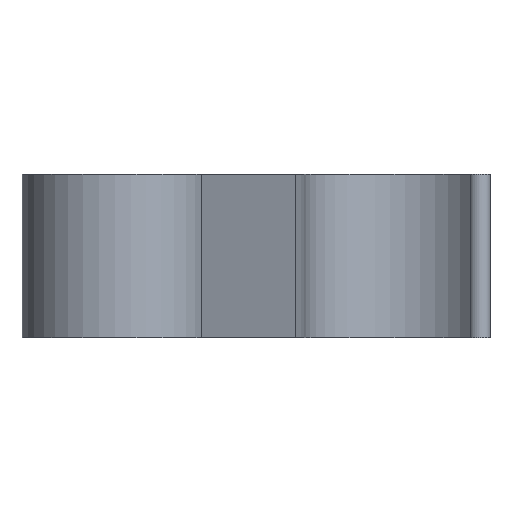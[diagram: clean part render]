
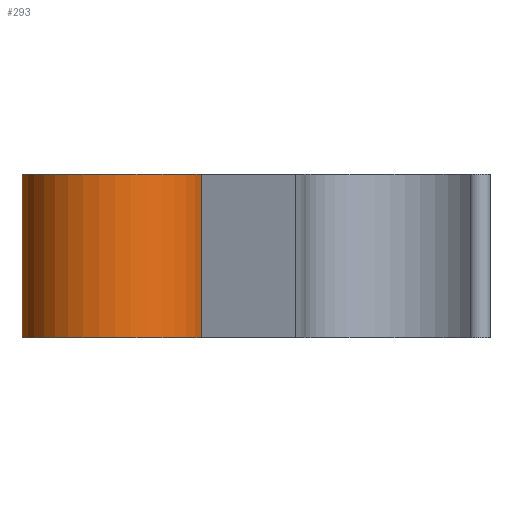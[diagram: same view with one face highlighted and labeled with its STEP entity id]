
A CAD part, left-side view. The second image highlights one B-rep face of the part: STEP entity #293.
In plain terms, the highlighted cylindrical face has radius 1.7 mm (diameter 3.4 mm), a partial arc.
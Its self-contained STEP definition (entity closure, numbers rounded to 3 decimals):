
#73 = PLANE('',#74);
#74 = AXIS2_PLACEMENT_3D('',#75,#76,#77);
#75 = CARTESIAN_POINT('',(0.851,3.62,3.));
#76 = DIRECTION('',(0.,0.,1.));
#77 = DIRECTION('',(1.,0.,0.));
#128 = PLANE('',#129);
#129 = AXIS2_PLACEMENT_3D('',#130,#131,#132);
#130 = CARTESIAN_POINT('',(0.851,3.62,0.));
#131 = DIRECTION('',(0.,0.,1.));
#132 = DIRECTION('',(1.,0.,0.));
#161 = PLANE('',#162);
#162 = AXIS2_PLACEMENT_3D('',#163,#164,#165);
#163 = CARTESIAN_POINT('',(-5.776,3.601,0.));
#164 = DIRECTION('',(0.339,0.941,0.));
#165 = DIRECTION('',(0.941,-0.339,0.));
#221 = EDGE_CURVE('',#222,#224,#226,.T.);
#222 = VERTEX_POINT('',#223);
#223 = CARTESIAN_POINT('',(-5.776,3.601,0.));
#224 = VERTEX_POINT('',#225);
#225 = CARTESIAN_POINT('',(-5.776,3.601,3.));
#226 = SURFACE_CURVE('',#227,(#231,#238),.PCURVE_S1.);
#227 = LINE('',#228,#229);
#228 = CARTESIAN_POINT('',(-5.776,3.601,0.));
#229 = VECTOR('',#230,1.);
#230 = DIRECTION('',(0.,0.,1.));
#231 = PCURVE('',#161,#232);
#232 = DEFINITIONAL_REPRESENTATION('',(#233),#237);
#233 = LINE('',#234,#235);
#234 = CARTESIAN_POINT('',(0.,0.));
#235 = VECTOR('',#236,1.);
#236 = DIRECTION('',(0.,-1.));
#237 = ( GEOMETRIC_REPRESENTATION_CONTEXT(2) 
PARAMETRIC_REPRESENTATION_CONTEXT() REPRESENTATION_CONTEXT('2D SPACE',''
  ) );
#238 = PCURVE('',#239,#244);
#239 = CYLINDRICAL_SURFACE('',#240,1.7);
#240 = AXIS2_PLACEMENT_3D('',#241,#242,#243);
#241 = CARTESIAN_POINT('',(-5.2,5.2,0.));
#242 = DIRECTION('',(-0.,-0.,-1.));
#243 = DIRECTION('',(1.,0.,0.));
#244 = DEFINITIONAL_REPRESENTATION('',(#245),#249);
#245 = LINE('',#246,#247);
#246 = CARTESIAN_POINT('',(-4.367,0.));
#247 = VECTOR('',#248,1.);
#248 = DIRECTION('',(-0.,-1.));
#249 = ( GEOMETRIC_REPRESENTATION_CONTEXT(2) 
PARAMETRIC_REPRESENTATION_CONTEXT() REPRESENTATION_CONTEXT('2D SPACE',''
  ) );
#293 = ADVANCED_FACE('',(#294),#239,.T.);
#294 = FACE_BOUND('',#295,.F.);
#295 = EDGE_LOOP('',(#296,#326,#348,#349));
#296 = ORIENTED_EDGE('',*,*,#297,.T.);
#297 = EDGE_CURVE('',#298,#300,#302,.T.);
#298 = VERTEX_POINT('',#299);
#299 = CARTESIAN_POINT('',(-5.2,6.9,0.));
#300 = VERTEX_POINT('',#301);
#301 = CARTESIAN_POINT('',(-5.2,6.9,3.));
#302 = SURFACE_CURVE('',#303,(#307,#314),.PCURVE_S1.);
#303 = LINE('',#304,#305);
#304 = CARTESIAN_POINT('',(-5.2,6.9,0.));
#305 = VECTOR('',#306,1.);
#306 = DIRECTION('',(0.,0.,1.));
#307 = PCURVE('',#239,#308);
#308 = DEFINITIONAL_REPRESENTATION('',(#309),#313);
#309 = LINE('',#310,#311);
#310 = CARTESIAN_POINT('',(-1.571,0.));
#311 = VECTOR('',#312,1.);
#312 = DIRECTION('',(-0.,-1.));
#313 = ( GEOMETRIC_REPRESENTATION_CONTEXT(2) 
PARAMETRIC_REPRESENTATION_CONTEXT() REPRESENTATION_CONTEXT('2D SPACE',''
  ) );
#314 = PCURVE('',#315,#320);
#315 = PLANE('',#316);
#316 = AXIS2_PLACEMENT_3D('',#317,#318,#319);
#317 = CARTESIAN_POINT('',(5.2,6.9,0.));
#318 = DIRECTION('',(0.,-1.,0.));
#319 = DIRECTION('',(-1.,0.,0.));
#320 = DEFINITIONAL_REPRESENTATION('',(#321),#325);
#321 = LINE('',#322,#323);
#322 = CARTESIAN_POINT('',(10.4,0.));
#323 = VECTOR('',#324,1.);
#324 = DIRECTION('',(0.,-1.));
#325 = ( GEOMETRIC_REPRESENTATION_CONTEXT(2) 
PARAMETRIC_REPRESENTATION_CONTEXT() REPRESENTATION_CONTEXT('2D SPACE',''
  ) );
#326 = ORIENTED_EDGE('',*,*,#327,.T.);
#327 = EDGE_CURVE('',#300,#224,#328,.T.);
#328 = SURFACE_CURVE('',#329,(#334,#341),.PCURVE_S1.);
#329 = CIRCLE('',#330,1.7);
#330 = AXIS2_PLACEMENT_3D('',#331,#332,#333);
#331 = CARTESIAN_POINT('',(-5.2,5.2,3.));
#332 = DIRECTION('',(0.,0.,1.));
#333 = DIRECTION('',(1.,0.,0.));
#334 = PCURVE('',#239,#335);
#335 = DEFINITIONAL_REPRESENTATION('',(#336),#340);
#336 = LINE('',#337,#338);
#337 = CARTESIAN_POINT('',(-0.,-3.));
#338 = VECTOR('',#339,1.);
#339 = DIRECTION('',(-1.,0.));
#340 = ( GEOMETRIC_REPRESENTATION_CONTEXT(2) 
PARAMETRIC_REPRESENTATION_CONTEXT() REPRESENTATION_CONTEXT('2D SPACE',''
  ) );
#341 = PCURVE('',#73,#342);
#342 = DEFINITIONAL_REPRESENTATION('',(#343),#347);
#343 = CIRCLE('',#344,1.7);
#344 = AXIS2_PLACEMENT_2D('',#345,#346);
#345 = CARTESIAN_POINT('',(-6.051,1.58));
#346 = DIRECTION('',(1.,0.));
#347 = ( GEOMETRIC_REPRESENTATION_CONTEXT(2) 
PARAMETRIC_REPRESENTATION_CONTEXT() REPRESENTATION_CONTEXT('2D SPACE',''
  ) );
#348 = ORIENTED_EDGE('',*,*,#221,.F.);
#349 = ORIENTED_EDGE('',*,*,#350,.F.);
#350 = EDGE_CURVE('',#298,#222,#351,.T.);
#351 = SURFACE_CURVE('',#352,(#357,#364),.PCURVE_S1.);
#352 = CIRCLE('',#353,1.7);
#353 = AXIS2_PLACEMENT_3D('',#354,#355,#356);
#354 = CARTESIAN_POINT('',(-5.2,5.2,0.));
#355 = DIRECTION('',(0.,0.,1.));
#356 = DIRECTION('',(1.,0.,0.));
#357 = PCURVE('',#239,#358);
#358 = DEFINITIONAL_REPRESENTATION('',(#359),#363);
#359 = LINE('',#360,#361);
#360 = CARTESIAN_POINT('',(-0.,0.));
#361 = VECTOR('',#362,1.);
#362 = DIRECTION('',(-1.,0.));
#363 = ( GEOMETRIC_REPRESENTATION_CONTEXT(2) 
PARAMETRIC_REPRESENTATION_CONTEXT() REPRESENTATION_CONTEXT('2D SPACE',''
  ) );
#364 = PCURVE('',#128,#365);
#365 = DEFINITIONAL_REPRESENTATION('',(#366),#370);
#366 = CIRCLE('',#367,1.7);
#367 = AXIS2_PLACEMENT_2D('',#368,#369);
#368 = CARTESIAN_POINT('',(-6.051,1.58));
#369 = DIRECTION('',(1.,0.));
#370 = ( GEOMETRIC_REPRESENTATION_CONTEXT(2) 
PARAMETRIC_REPRESENTATION_CONTEXT() REPRESENTATION_CONTEXT('2D SPACE',''
  ) );
